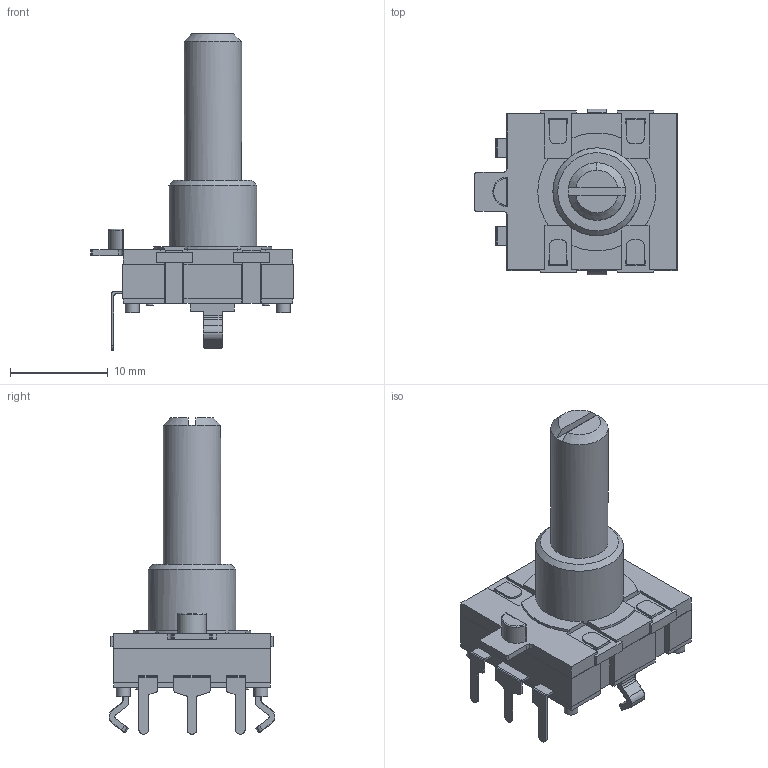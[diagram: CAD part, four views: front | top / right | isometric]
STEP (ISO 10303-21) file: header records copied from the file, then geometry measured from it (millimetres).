
FILE_DESCRIPTION(('HOOPS Exchange Step'),'2;1');
FILE_NAME('temp_export','2023-06-11T20:00:35+08:00',('30abd'),('Shapr3D Limited'),'HOOPS Exchange 2022.2','Shapr3D','Authorized');
FILE_SCHEMA( ('AUTOMOTIVE_DESIGN { 1 0 10303 214 1 1 1 1 }') );
Length unit declared in the file: millimetre
Products named in the file (3): temp_import.stp; encoder.stp; root
Assembly tree (2 placements, depth 2):
  root
    temp_import.stp
    encoder.stp
Bounding box: 20.73 x 17 x 32.4 mm (x, y, z)
Volume: 2419.7 mm3; surface area: 1707.9 mm2
Topology: 1 solids, 1 shells, 354 faces, 1010 edges, 667 vertices
Faces by surface type: plane 192, cylinder 139, torus 17, cone 4, sphere 2
Full cylindrical faces by diameter (mm): 0.7 x4, 1.4 x4, 5.88 x1, 9 x1
Entity records: 11672 total; most frequent: DIRECTION 2056, CARTESIAN_POINT 2044, ORIENTED_EDGE 2016, EDGE_CURVE 1008, AXIS2_PLACEMENT_3D 695, VERTEX_POINT 667, VECTOR 666, LINE 666
